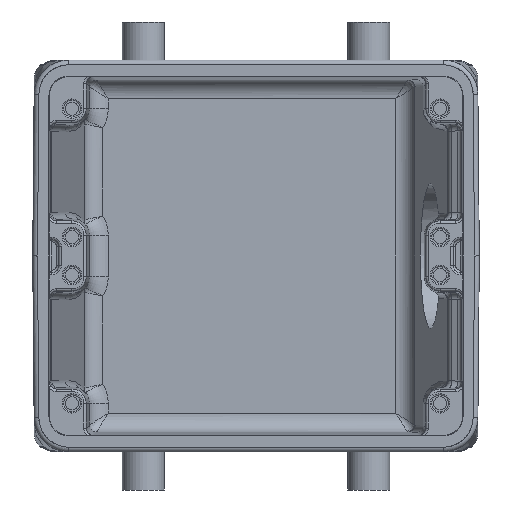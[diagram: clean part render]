
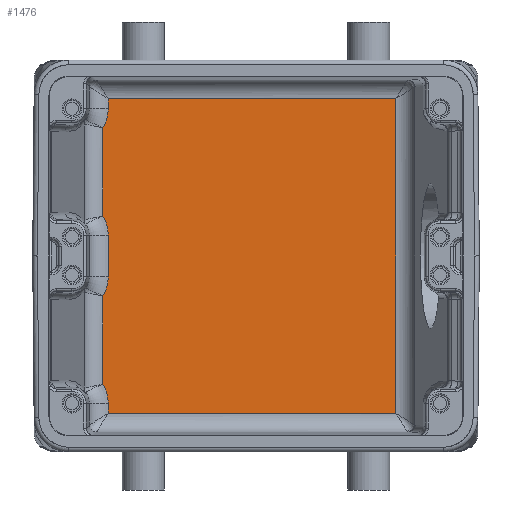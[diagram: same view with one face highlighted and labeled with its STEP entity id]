
A CAD part, front view. The second image highlights one B-rep face of the part: STEP entity #1476.
In plain terms, the highlighted planar face has unit normal (0, -1, 0).
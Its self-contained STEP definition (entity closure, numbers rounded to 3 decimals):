
#818=FACE_OUTER_BOUND('',#2962,.T.);
#1476=ADVANCED_FACE('',(#818),#1927,.F.);
#1927=PLANE('',#11386);
#2205=CIRCLE('',#11207,7.646);
#2213=CIRCLE('',#11229,7.646);
#2281=CIRCLE('',#11384,7.646);
#2282=CIRCLE('',#11385,7.646);
#2962=EDGE_LOOP('',(#5359,#5360,#5361,#5362,#5363,#5364,#5365,#5366,#5367,
#5368,#5369,#5370));
#5359=ORIENTED_EDGE('',*,*,#8359,.F.);
#5360=ORIENTED_EDGE('',*,*,#8357,.T.);
#5361=ORIENTED_EDGE('',*,*,#8320,.F.);
#5362=ORIENTED_EDGE('',*,*,#8313,.T.);
#5363=ORIENTED_EDGE('',*,*,#8583,.F.);
#5364=ORIENTED_EDGE('',*,*,#8584,.T.);
#5365=ORIENTED_EDGE('',*,*,#8585,.F.);
#5366=ORIENTED_EDGE('',*,*,#8586,.T.);
#5367=ORIENTED_EDGE('',*,*,#8587,.F.);
#5368=ORIENTED_EDGE('',*,*,#8588,.F.);
#5369=ORIENTED_EDGE('',*,*,#8577,.F.);
#5370=ORIENTED_EDGE('',*,*,#8582,.F.);
#7131=VERTEX_POINT('',#16720);
#7132=VERTEX_POINT('',#16722);
#7136=VERTEX_POINT('',#16838);
#7159=VERTEX_POINT('',#17119);
#7160=VERTEX_POINT('',#17123);
#7296=VERTEX_POINT('',#18092);
#7298=VERTEX_POINT('',#18210);
#7300=VERTEX_POINT('',#18337);
#7301=VERTEX_POINT('',#18339);
#7302=VERTEX_POINT('',#18341);
#7303=VERTEX_POINT('',#18343);
#7304=VERTEX_POINT('',#18345);
#8313=EDGE_CURVE('',#7132,#7131,#2205,.T.);
#8320=EDGE_CURVE('',#7132,#7136,#9609,.T.);
#8357=EDGE_CURVE('',#7159,#7136,#2213,.T.);
#8359=EDGE_CURVE('',#7159,#7160,#9623,.T.);
#8577=EDGE_CURVE('',#7298,#7296,#9697,.T.);
#8582=EDGE_CURVE('',#7160,#7298,#9698,.T.);
#8583=EDGE_CURVE('',#7300,#7131,#9699,.T.);
#8584=EDGE_CURVE('',#7300,#7301,#2281,.T.);
#8585=EDGE_CURVE('',#7302,#7301,#9700,.T.);
#8586=EDGE_CURVE('',#7302,#7303,#2282,.T.);
#8587=EDGE_CURVE('',#7304,#7303,#9701,.T.);
#8588=EDGE_CURVE('',#7296,#7304,#9702,.T.);
#9609=LINE('',#16837,#10386);
#9623=LINE('',#17122,#10400);
#9697=LINE('',#18211,#10474);
#9698=LINE('',#18334,#10475);
#9699=LINE('',#18336,#10476);
#9700=LINE('',#18340,#10477);
#9701=LINE('',#18344,#10478);
#9702=LINE('',#18346,#10479);
#10386=VECTOR('',#13228,1.);
#10400=VECTOR('',#13286,1.);
#10474=VECTOR('',#13658,1.);
#10475=VECTOR('',#13663,1.);
#10476=VECTOR('',#13666,1.);
#10477=VECTOR('',#13669,1.);
#10478=VECTOR('',#13672,1.);
#10479=VECTOR('',#13673,1.);
#11207=AXIS2_PLACEMENT_3D('',#16721,#13222,#13223);
#11229=AXIS2_PLACEMENT_3D('',#17118,#13280,#13281);
#11384=AXIS2_PLACEMENT_3D('',#18338,#13667,#13668);
#11385=AXIS2_PLACEMENT_3D('',#18342,#13670,#13671);
#11386=AXIS2_PLACEMENT_3D('',#18347,#13674,#13675);
#13222=DIRECTION('',(0.,1.,0.));
#13223=DIRECTION('',(0.853,0.,0.521));
#13228=DIRECTION('',(0.,0.,1.));
#13280=DIRECTION('',(0.,1.,0.));
#13281=DIRECTION('',(1.,0.,0.));
#13286=DIRECTION('',(0.,0.,1.));
#13658=DIRECTION('',(0.,0.,-1.));
#13663=DIRECTION('',(1.,0.,0.));
#13666=DIRECTION('',(0.,0.,1.));
#13667=DIRECTION('',(0.,1.,0.));
#13668=DIRECTION('',(1.,0.,0.));
#13669=DIRECTION('',(0.,0.,1.));
#13670=DIRECTION('',(0.,1.,0.));
#13671=DIRECTION('',(0.853,0.,0.521));
#13672=DIRECTION('',(0.,0.,1.));
#13673=DIRECTION('',(-1.,0.,0.));
#13674=DIRECTION('',(0.,1.,0.));
#13675=DIRECTION('',(-1.,0.,0.));
#16720=CARTESIAN_POINT('',(-31.104,40.,4.4));
#16721=CARTESIAN_POINT('',(-38.75,40.,4.4));
#16722=CARTESIAN_POINT('',(-32.225,40.,8.385));
#16837=CARTESIAN_POINT('',(-32.225,40.,8.385));
#16838=CARTESIAN_POINT('',(-32.225,40.,27.015));
#17118=CARTESIAN_POINT('',(-38.75,40.,31.));
#17119=CARTESIAN_POINT('',(-31.104,40.,31.));
#17122=CARTESIAN_POINT('',(-31.104,40.,31.));
#17123=CARTESIAN_POINT('',(-31.104,40.,33.104));
#18092=CARTESIAN_POINT('',(29.448,40.,-33.104));
#18210=CARTESIAN_POINT('',(29.448,40.,33.104));
#18211=CARTESIAN_POINT('',(29.448,40.,33.104));
#18334=CARTESIAN_POINT('',(-31.104,40.,33.104));
#18336=CARTESIAN_POINT('',(-31.104,40.,-4.4));
#18337=CARTESIAN_POINT('',(-31.104,40.,-4.4));
#18338=CARTESIAN_POINT('',(-38.75,40.,-4.4));
#18339=CARTESIAN_POINT('',(-32.225,40.,-8.385));
#18340=CARTESIAN_POINT('',(-32.225,40.,-27.015));
#18341=CARTESIAN_POINT('',(-32.225,40.,-27.015));
#18342=CARTESIAN_POINT('',(-38.75,40.,-31.));
#18343=CARTESIAN_POINT('',(-31.104,40.,-31.));
#18344=CARTESIAN_POINT('',(-31.104,40.,-33.104));
#18345=CARTESIAN_POINT('',(-31.104,40.,-33.104));
#18346=CARTESIAN_POINT('',(29.448,40.,-33.104));
#18347=CARTESIAN_POINT('',(32.925,40.,-37.75));
